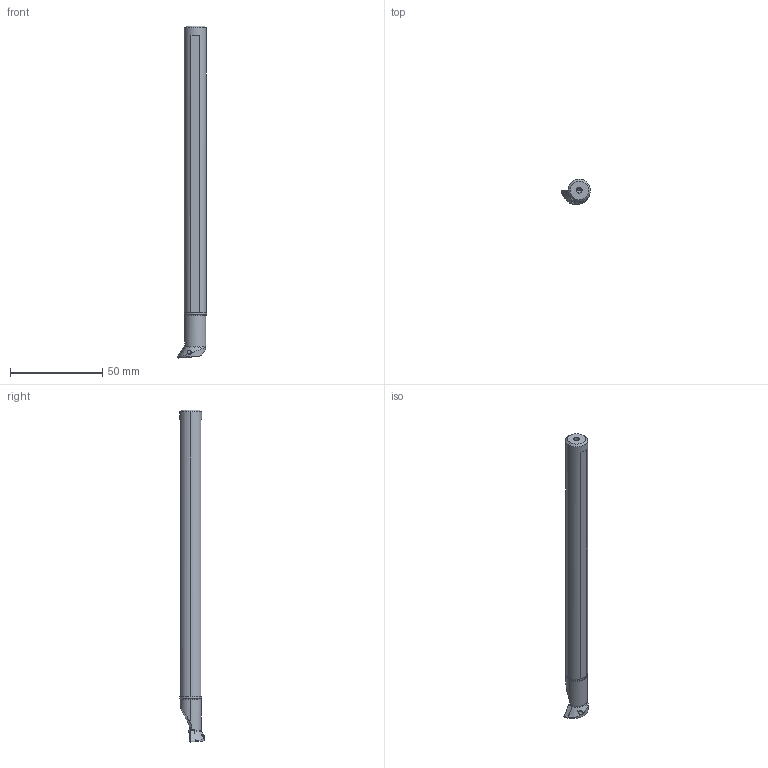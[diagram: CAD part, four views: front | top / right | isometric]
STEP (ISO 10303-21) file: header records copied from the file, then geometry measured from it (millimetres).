
FILE_DESCRIPTION(/* description */ (''),/* implementation_level */ '2;1');
FILE_NAME(/* name */ 'C16-12SDUCR07-180-C_MR0_4.stp',/* time_stamp */ '2023-04-24T14:51:43+09:00',/* author */ (''),/* organization */ (''),/* preprocessor_version */ 'ST-DEVELOPER v16',/* originating_system */ 'SIEMENS PLM Software NX 10.0',/* authorisation */ '');
FILE_SCHEMA (('AUTOMOTIVE_DESIGN { 1 0 10303 214 3 1 1 1 }'));
Length unit declared in the file: millimetre
Products named in the file (1): C16-12SDUCR07-180-C_MR0_4_ASM
Bounding box: 15.75 x 13.5 x 180 mm (x, y, z)
Volume: 17842.5 mm3; surface area: 8624.4 mm2
Topology: 2 solids, 2 shells, 104 faces, 292 edges, 201 vertices
Faces by surface type: cylinder 45, plane 27, cone 21, torus 9, sphere 2
Entity records: 3917 total; most frequent: CARTESIAN_POINT 1115, DIRECTION 595, ORIENTED_EDGE 552, EDGE_CURVE 276, AXIS2_PLACEMENT_3D 243, VERTEX_POINT 180, CIRCLE 117, EDGE_LOOP 112
